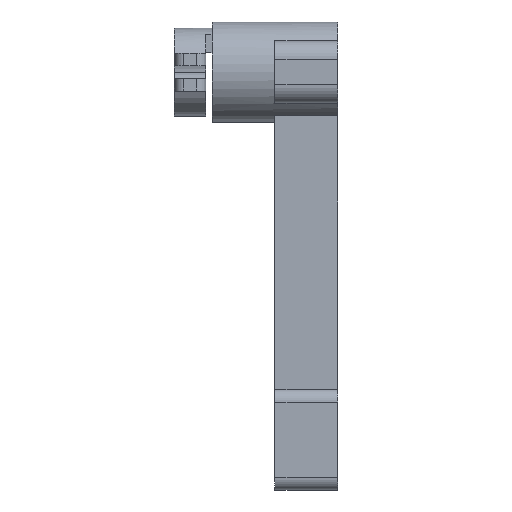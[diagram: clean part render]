
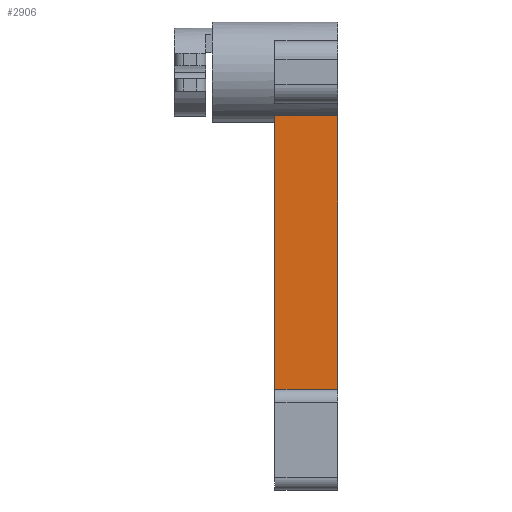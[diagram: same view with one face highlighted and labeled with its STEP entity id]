
A CAD part, left-side view. The second image highlights one B-rep face of the part: STEP entity #2906.
In plain terms, the highlighted planar face has unit normal (-1, 0, 0).
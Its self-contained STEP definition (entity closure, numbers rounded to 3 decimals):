
#145 = CARTESIAN_POINT ( 'NONE',  ( -4., 10., 23. ) ) ;
#149 = AXIS2_PLACEMENT_3D ( 'NONE', #2747, #1650, #2780 ) ;
#151 = VERTEX_POINT ( 'NONE', #455 ) ;
#455 = CARTESIAN_POINT ( 'NONE',  ( -4., 0., 16. ) ) ;
#532 = CARTESIAN_POINT ( 'NONE',  ( -4., 10., 59.572 ) ) ;
#541 = PLANE ( 'NONE',  #149 ) ;
#569 = VECTOR ( 'NONE', #1419, 1000. ) ;
#860 = CARTESIAN_POINT ( 'NONE',  ( -4., 0., 16. ) ) ;
#904 = DIRECTION ( 'NONE',  ( 0., 1., 0. ) ) ;
#978 = VERTEX_POINT ( 'NONE', #2252 ) ;
#999 = VECTOR ( 'NONE', #904, 1000. ) ;
#1098 = EDGE_CURVE ( 'NONE', #978, #2509, #2179, .T. ) ;
#1118 = ORIENTED_EDGE ( 'NONE', *, *, #1098, .F. ) ;
#1142 = ORIENTED_EDGE ( 'NONE', *, *, #2484, .T. ) ;
#1194 = EDGE_CURVE ( 'NONE', #151, #1501, #2079, .T. ) ;
#1417 = FACE_OUTER_BOUND ( 'NONE', #1513, .T. ) ;
#1419 = DIRECTION ( 'NONE',  ( 0., 1., 0. ) ) ;
#1501 = VERTEX_POINT ( 'NONE', #2851 ) ;
#1513 = EDGE_LOOP ( 'NONE', ( #2567, #1142, #1118, #2204 ) ) ;
#1650 = DIRECTION ( 'NONE',  ( 1., 0., 0. ) ) ;
#1669 = CARTESIAN_POINT ( 'NONE',  ( -4., 0., 59.572 ) ) ;
#1765 = LINE ( 'NONE', #860, #999 ) ;
#1955 = DIRECTION ( 'NONE',  ( 0., 0., 1. ) ) ;
#2079 = LINE ( 'NONE', #2551, #2142 ) ;
#2142 = VECTOR ( 'NONE', #1955, 1000. ) ;
#2179 = LINE ( 'NONE', #145, #2816 ) ;
#2204 = ORIENTED_EDGE ( 'NONE', *, *, #2704, .F. ) ;
#2252 = CARTESIAN_POINT ( 'NONE',  ( -4., 10., 16. ) ) ;
#2484 = EDGE_CURVE ( 'NONE', #1501, #2509, #2557, .T. ) ;
#2509 = VERTEX_POINT ( 'NONE', #532 ) ;
#2551 = CARTESIAN_POINT ( 'NONE',  ( -4., 0., 23. ) ) ;
#2557 = LINE ( 'NONE', #1669, #569 ) ;
#2567 = ORIENTED_EDGE ( 'NONE', *, *, #1194, .T. ) ;
#2650 = DIRECTION ( 'NONE',  ( 0., 0., 1. ) ) ;
#2704 = EDGE_CURVE ( 'NONE', #151, #978, #1765, .T. ) ;
#2747 = CARTESIAN_POINT ( 'NONE',  ( -4., 10., 23. ) ) ;
#2780 = DIRECTION ( 'NONE',  ( 0., 0., -1. ) ) ;
#2816 = VECTOR ( 'NONE', #2650, 1000. ) ;
#2851 = CARTESIAN_POINT ( 'NONE',  ( -4., 0., 59.572 ) ) ;
#2906 = ADVANCED_FACE ( 'NONE', ( #1417 ), #541, .F. ) ;
